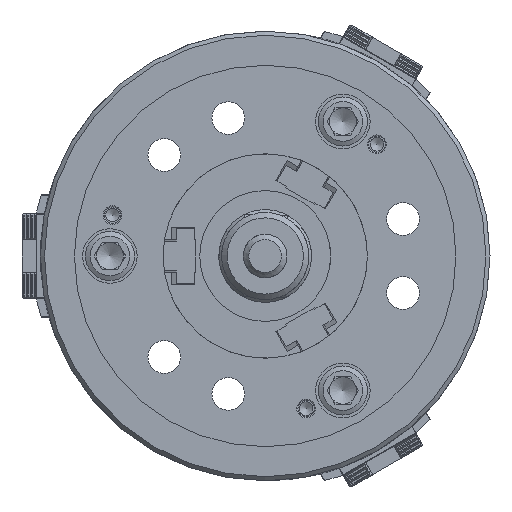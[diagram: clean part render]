
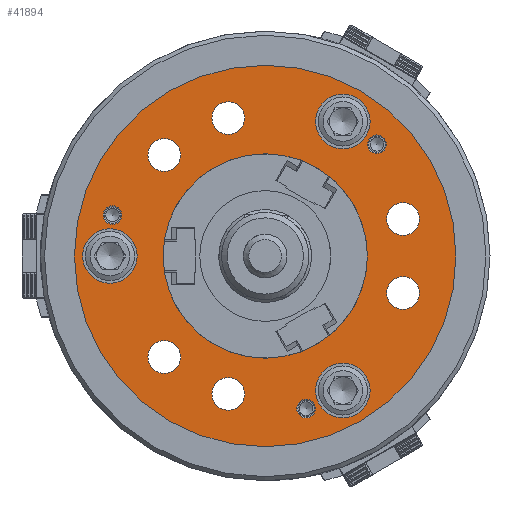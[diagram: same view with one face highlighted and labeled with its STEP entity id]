
A CAD part, left-side view. The second image highlights one B-rep face of the part: STEP entity #41894.
In plain terms, the highlighted planar face has unit normal (-1, 0, 0).
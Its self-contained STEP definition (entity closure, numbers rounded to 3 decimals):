
#721=CIRCLE('',#44630,3.4);
#726=CIRCLE('',#44640,3.4);
#731=CIRCLE('',#44650,3.4);
#736=CIRCLE('',#44658,6.);
#753=CIRCLE('',#44689,6.);
#770=CIRCLE('',#44719,6.);
#782=CIRCLE('',#44740,10.);
#794=CIRCLE('',#44762,6.);
#813=CIRCLE('',#44796,10.);
#820=CIRCLE('',#44808,6.);
#833=CIRCLE('',#44832,10.);
#846=CIRCLE('',#44855,6.);
#857=CIRCLE('',#44875,70.);
#858=CIRCLE('',#44877,37.5);
#12381=ORIENTED_EDGE('',*,*,#18093,.T.);
#12382=ORIENTED_EDGE('',*,*,#18126,.F.);
#12383=ORIENTED_EDGE('',*,*,#18185,.T.);
#12384=ORIENTED_EDGE('',*,*,#18199,.T.);
#12385=ORIENTED_EDGE('',*,*,#18159,.F.);
#12386=ORIENTED_EDGE('',*,*,#18241,.T.);
#12387=ORIENTED_EDGE('',*,*,#18283,.F.);
#12388=ORIENTED_EDGE('',*,*,#18308,.F.);
#12389=ORIENTED_EDGE('',*,*,#18232,.T.);
#12390=ORIENTED_EDGE('',*,*,#18309,.T.);
#12391=ORIENTED_EDGE('',*,*,#18268,.F.);
#12392=ORIENTED_EDGE('',*,*,#18086,.F.);
#12393=ORIENTED_EDGE('',*,*,#18081,.F.);
#12394=ORIENTED_EDGE('',*,*,#18076,.F.);
#18076=EDGE_CURVE('',#22076,#22076,#721,.T.);
#18081=EDGE_CURVE('',#22082,#22082,#726,.T.);
#18086=EDGE_CURVE('',#22088,#22088,#731,.T.);
#18093=EDGE_CURVE('',#22095,#22095,#736,.T.);
#18126=EDGE_CURVE('',#22123,#22123,#753,.T.);
#18159=EDGE_CURVE('',#22145,#22145,#770,.T.);
#18185=EDGE_CURVE('',#22165,#22165,#782,.T.);
#18199=EDGE_CURVE('',#22180,#22180,#794,.T.);
#18232=EDGE_CURVE('',#22200,#22200,#813,.T.);
#18241=EDGE_CURVE('',#22209,#22209,#820,.T.);
#18268=EDGE_CURVE('',#22228,#22228,#833,.T.);
#18283=EDGE_CURVE('',#22244,#22244,#846,.T.);
#18308=EDGE_CURVE('',#22263,#22263,#857,.T.);
#18309=EDGE_CURVE('',#22264,#22264,#858,.T.);
#22076=VERTEX_POINT('',#67947);
#22082=VERTEX_POINT('',#67963);
#22088=VERTEX_POINT('',#67979);
#22095=VERTEX_POINT('',#67996);
#22123=VERTEX_POINT('',#68071);
#22145=VERTEX_POINT('',#68139);
#22165=VERTEX_POINT('',#68194);
#22180=VERTEX_POINT('',#68233);
#22200=VERTEX_POINT('',#68301);
#22209=VERTEX_POINT('',#68324);
#22228=VERTEX_POINT('',#68381);
#22244=VERTEX_POINT('',#68422);
#22263=VERTEX_POINT('',#68475);
#22264=VERTEX_POINT('',#68478);
#35243=EDGE_LOOP('',(#12381));
#35244=EDGE_LOOP('',(#12382));
#35245=EDGE_LOOP('',(#12383));
#35246=EDGE_LOOP('',(#12384));
#35247=EDGE_LOOP('',(#12385));
#35248=EDGE_LOOP('',(#12386));
#35249=EDGE_LOOP('',(#12387));
#35250=EDGE_LOOP('',(#12388));
#35251=EDGE_LOOP('',(#12389));
#35252=EDGE_LOOP('',(#12390));
#35253=EDGE_LOOP('',(#12391));
#35254=EDGE_LOOP('',(#12392));
#35255=EDGE_LOOP('',(#12393));
#35256=EDGE_LOOP('',(#12394));
#37760=FACE_BOUND('',#35243,.T.);
#37761=FACE_BOUND('',#35244,.T.);
#37762=FACE_BOUND('',#35245,.T.);
#37763=FACE_BOUND('',#35246,.T.);
#37764=FACE_BOUND('',#35247,.T.);
#37765=FACE_BOUND('',#35248,.T.);
#37766=FACE_BOUND('',#35249,.T.);
#37767=FACE_BOUND('',#35250,.T.);
#37768=FACE_BOUND('',#35251,.T.);
#37769=FACE_BOUND('',#35252,.T.);
#37770=FACE_BOUND('',#35253,.T.);
#37771=FACE_BOUND('',#35254,.T.);
#37772=FACE_BOUND('',#35255,.T.);
#37773=FACE_BOUND('',#35256,.T.);
#39711=PLANE('',#44876);
#41894=ADVANCED_FACE('',(#37760,#37761,#37762,#37763,#37764,#37765,#37766,
#37767,#37768,#37769,#37770,#37771,#37772,#37773),#39711,.T.);
#44630=AXIS2_PLACEMENT_3D('',#67946,#55004,#55005);
#44640=AXIS2_PLACEMENT_3D('',#67962,#55024,#55025);
#44650=AXIS2_PLACEMENT_3D('',#67978,#55044,#55045);
#44658=AXIS2_PLACEMENT_3D('',#67995,#55062,#55063);
#44689=AXIS2_PLACEMENT_3D('',#68070,#55140,#55141);
#44719=AXIS2_PLACEMENT_3D('',#68138,#55216,#55217);
#44740=AXIS2_PLACEMENT_3D('',#68193,#55272,#55273);
#44762=AXIS2_PLACEMENT_3D('',#68232,#55318,#55319);
#44796=AXIS2_PLACEMENT_3D('',#68300,#55400,#55401);
#44808=AXIS2_PLACEMENT_3D('',#68323,#55426,#55427);
#44832=AXIS2_PLACEMENT_3D('',#68380,#55488,#55489);
#44855=AXIS2_PLACEMENT_3D('',#68421,#55536,#55537);
#44875=AXIS2_PLACEMENT_3D('',#68474,#55590,#55591);
#44876=AXIS2_PLACEMENT_3D('',#68476,#55592,#55593);
#44877=AXIS2_PLACEMENT_3D('',#68477,#55594,#55595);
#55004=DIRECTION('',(-1.,0.,0.));
#55005=DIRECTION('',(0.,0.,1.));
#55024=DIRECTION('',(-1.,0.,0.));
#55025=DIRECTION('',(0.,0.,1.));
#55044=DIRECTION('',(-1.,0.,0.));
#55045=DIRECTION('',(0.,0.,1.));
#55062=DIRECTION('',(1.,0.,0.));
#55063=DIRECTION('',(0.,0.,-1.));
#55140=DIRECTION('',(-1.,0.,0.));
#55141=DIRECTION('',(0.,-0.866,-0.5));
#55216=DIRECTION('',(-1.,0.,0.));
#55217=DIRECTION('',(0.,0.866,-0.5));
#55272=DIRECTION('',(1.,0.,0.));
#55273=DIRECTION('',(0.,0.866,0.5));
#55318=DIRECTION('',(1.,0.,0.));
#55319=DIRECTION('',(0.,0.866,0.5));
#55400=DIRECTION('',(1.,0.,0.));
#55401=DIRECTION('',(0.,-0.866,0.5));
#55426=DIRECTION('',(1.,0.,0.));
#55427=DIRECTION('',(0.,-0.866,0.5));
#55488=DIRECTION('',(-1.,0.,0.));
#55489=DIRECTION('',(0.,0.,1.));
#55536=DIRECTION('',(-1.,0.,0.));
#55537=DIRECTION('',(0.,0.,1.));
#55590=DIRECTION('',(1.,0.,0.));
#55591=DIRECTION('',(0.,0.,-1.));
#55592=DIRECTION('',(-1.,0.,0.));
#55593=DIRECTION('',(0.,0.,1.));
#55594=DIRECTION('',(1.,0.,0.));
#55595=DIRECTION('',(0.,0.,-1.));
#67946=CARTESIAN_POINT('',(-69.,-41.012,41.012));
#67947=CARTESIAN_POINT('',(-69.,-41.012,44.412));
#67962=CARTESIAN_POINT('',(-69.,-15.012,-56.024));
#67963=CARTESIAN_POINT('',(-69.,-15.012,-52.624));
#67978=CARTESIAN_POINT('',(-69.,56.024,15.012));
#67979=CARTESIAN_POINT('',(-69.,56.024,18.412));
#67995=CARTESIAN_POINT('',(-69.,37.045,37.045));
#67996=CARTESIAN_POINT('',(-69.,37.045,31.045));
#68070=CARTESIAN_POINT('',(-69.,13.56,50.605));
#68071=CARTESIAN_POINT('',(-69.,8.363,47.605));
#68138=CARTESIAN_POINT('',(-69.,-50.605,-13.56));
#68139=CARTESIAN_POINT('',(-69.,-45.409,-16.56));
#68193=CARTESIAN_POINT('',(-69.,-28.5,49.363));
#68194=CARTESIAN_POINT('',(-69.,-19.84,54.363));
#68232=CARTESIAN_POINT('',(-69.,-50.605,13.56));
#68233=CARTESIAN_POINT('',(-69.,-45.409,16.56));
#68300=CARTESIAN_POINT('',(-69.,-28.5,-49.363));
#68301=CARTESIAN_POINT('',(-69.,-37.16,-44.363));
#68323=CARTESIAN_POINT('',(-69.,13.56,-50.605));
#68324=CARTESIAN_POINT('',(-69.,8.363,-47.605));
#68380=CARTESIAN_POINT('',(-69.,57.,0.));
#68381=CARTESIAN_POINT('',(-69.,57.,10.));
#68421=CARTESIAN_POINT('',(-69.,37.045,-37.045));
#68422=CARTESIAN_POINT('',(-69.,37.045,-31.045));
#68474=CARTESIAN_POINT('',(-69.,0.,0.));
#68475=CARTESIAN_POINT('',(-69.,0.,-70.));
#68476=CARTESIAN_POINT('',(-69.,35.,-60.622));
#68477=CARTESIAN_POINT('',(-69.,0.,0.));
#68478=CARTESIAN_POINT('',(-69.,0.,-37.5));
